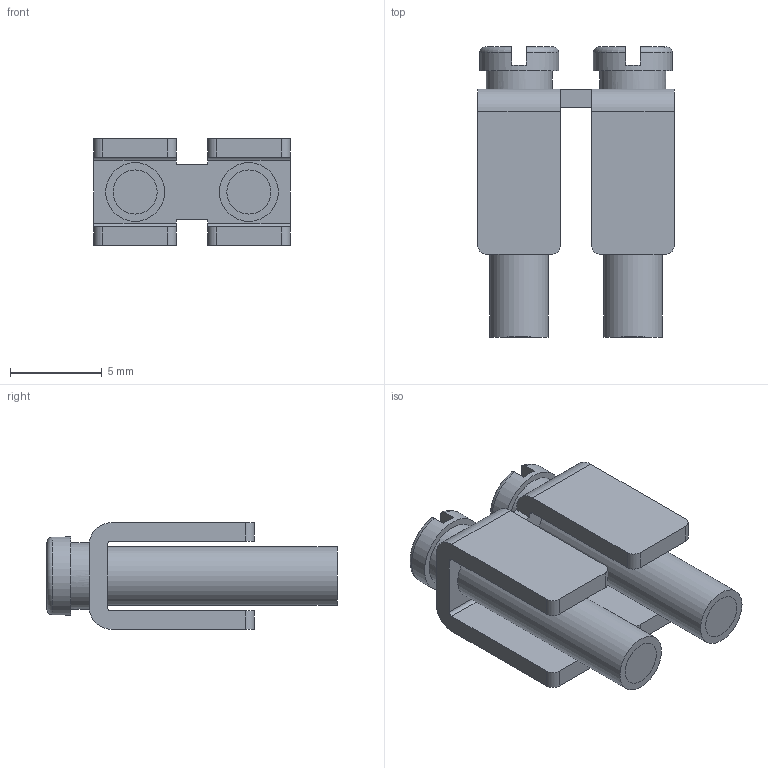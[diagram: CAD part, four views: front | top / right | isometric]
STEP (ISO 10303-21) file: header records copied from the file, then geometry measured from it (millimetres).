
FILE_DESCRIPTION(/* description */ (''),/* implementation_level */ '2;1');
FILE_NAME(/* name */ 'CQ2-4.stp',/* time_stamp */ '2022-12-26T13:53:26+08:00',/* author */ (''),/* organization */ (''),/* preprocessor_version */ 'ST-DEVELOPER v16.7',/* originating_system */ 'SIEMENS PLM Software NX 12.0',/* authorisation */ '');
FILE_SCHEMA (('AUTOMOTIVE_DESIGN { 1 0 10303 214 3 1 1 1 }'));
Length unit declared in the file: millimetre
Products named in the file (2): M3-14; CQ2-4
Assembly tree (2 placements, depth 2):
  CQ2-4
    M3-14  x2
Bounding box: 10.7 x 15.8 x 5.8 mm (x, y, z)
Volume: 660.6 mm3; surface area: 1379.6 mm2
Topology: 3 solids, 5 shells, 122 faces, 315 edges, 211 vertices
Faces by surface type: plane 64, cylinder 36, bspline 12, torus 8, cone 2
Full cylindrical faces by diameter (mm): 3.2 x4, 3.6 x4, 4.3 x4
Entity records: 15252 total; most frequent: CARTESIAN_POINT 12846, ORIENTED_EDGE 494, DIRECTION 453, EDGE_CURVE 247, VERTEX_POINT 170, AXIS2_PLACEMENT_3D 170, EDGE_LOOP 123, LINE 113
